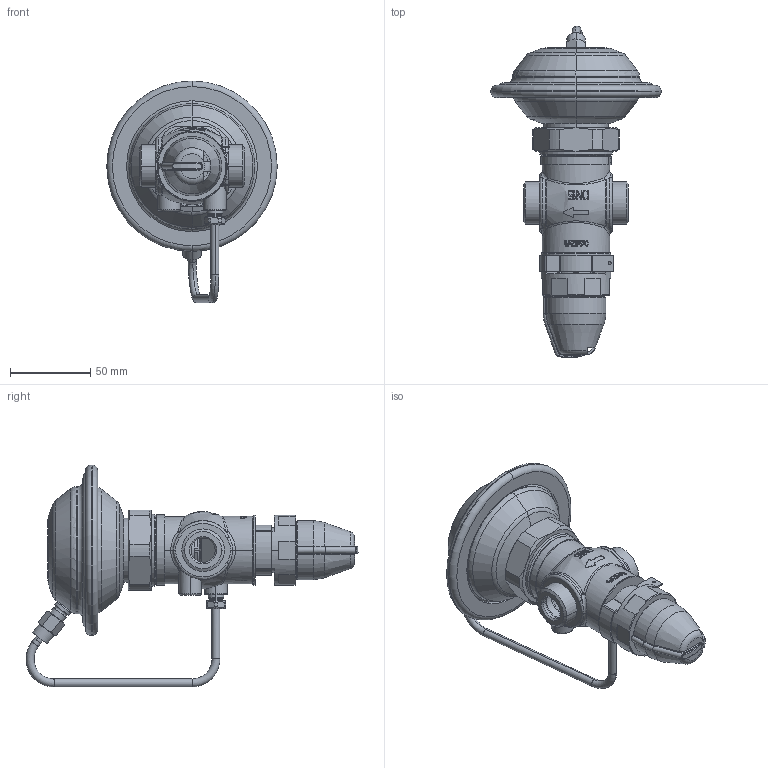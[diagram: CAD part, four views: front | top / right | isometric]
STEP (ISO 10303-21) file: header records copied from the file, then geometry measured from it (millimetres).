
FILE_DESCRIPTION((''),'2;1');
FILE_NAME('003H6734','2015-02-23T',('u317927'),('Danfoss'),'PRO/ENGINEER BY PARAMETRIC TECHNOLOGY CORPORATION, 2014000','PRO/ENGINEER BY PARAMETRIC TECHNOLOGY CORPORATION, 2014000','');
FILE_SCHEMA(('CONFIG_CONTROL_DESIGN'));
Products named in the file (1): 003H6734
Bounding box: 106 x 206.55 x 138.11 mm (x, y, z)
Volume: 208054 mm3; surface area: 120740.9 mm2
Topology: 2 solids, 2 shells, 1402 faces, 3534 edges, 2201 vertices
Faces by surface type: plane 626, cylinder 328, cone 175, torus 141, bspline 122, sphere 10
Entity records: 60898 total; most frequent: CARTESIAN_POINT 28824, ORIENTED_EDGE 7028, DIRECTION 6282, EDGE_CURVE 3514, AXIS2_PLACEMENT_3D 2513, VERTEX_POINT 2201, EDGE_LOOP 1513, FACE_OUTER_BOUND 1402
